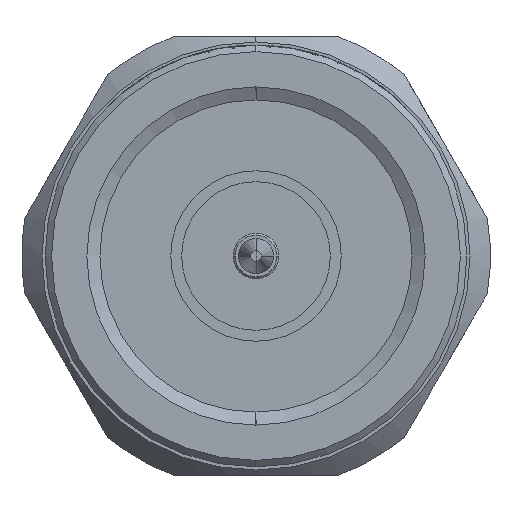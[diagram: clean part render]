
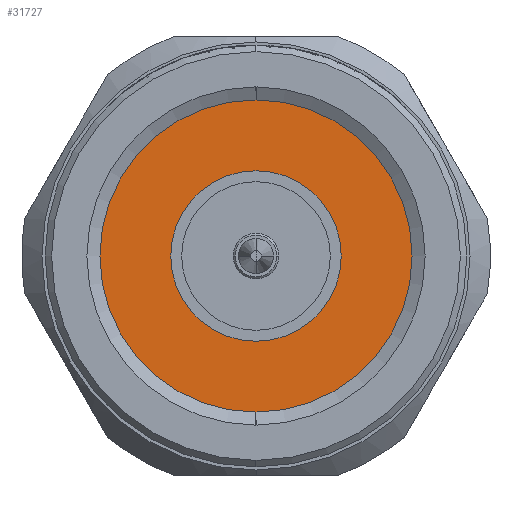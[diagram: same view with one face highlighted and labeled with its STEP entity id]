
A CAD part, left-side view. The second image highlights one B-rep face of the part: STEP entity #31727.
In plain terms, the highlighted planar face has unit normal (-1, 0, 0).
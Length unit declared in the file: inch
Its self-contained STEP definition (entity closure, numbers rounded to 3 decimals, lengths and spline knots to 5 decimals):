
#1712 = FACE_BOUND ( 'NONE', #4036, .T. ) ;
#1717 = DIRECTION ( 'NONE',  ( 0., 0., 1. ) ) ;
#2254 = CARTESIAN_POINT ( 'NONE',  ( 0.41653, 0., 0. ) ) ;
#2584 = ORIENTED_EDGE ( 'NONE', *, *, #51958, .F. ) ;
#4036 = EDGE_LOOP ( 'NONE', ( #2584, #15679 ) ) ;
#4806 = ORIENTED_EDGE ( 'NONE', *, *, #54270, .T. ) ;
#5371 = VERTEX_POINT ( 'NONE', #32870 ) ;
#7159 = CIRCLE ( 'NONE', #36977, 0.34395 ) ;
#9378 = AXIS2_PLACEMENT_3D ( 'NONE', #43451, #31386, #27258 ) ;
#9578 = DIRECTION ( 'NONE',  ( -1., 0., 0. ) ) ;
#10020 = CARTESIAN_POINT ( 'NONE',  ( 0.41653, 0., -0.15748 ) ) ;
#10454 = CARTESIAN_POINT ( 'NONE',  ( 0.41653, 0., 0.34395 ) ) ;
#12311 = AXIS2_PLACEMENT_3D ( 'NONE', #44621, #22745, #49294 ) ;
#14601 = PLANE ( 'NONE',  #9378 ) ;
#14737 = DIRECTION ( 'NONE',  ( -1., 0., 0. ) ) ;
#15679 = ORIENTED_EDGE ( 'NONE', *, *, #21589, .F. ) ;
#21589 = EDGE_CURVE ( 'NONE', #33043, #5371, #22894, .T. ) ;
#22004 = CARTESIAN_POINT ( 'NONE',  ( 0.41653, 0., -0.34395 ) ) ;
#22341 = EDGE_CURVE ( 'NONE', #29625, #37352, #7159, .T. ) ;
#22745 = DIRECTION ( 'NONE',  ( -1., 0., 0. ) ) ;
#22894 = CIRCLE ( 'NONE', #53578, 0.15748 ) ;
#25248 = DIRECTION ( 'NONE',  ( 0., 0., 1. ) ) ;
#27258 = DIRECTION ( 'NONE',  ( 0., 0., -1. ) ) ;
#29625 = VERTEX_POINT ( 'NONE', #22004 ) ;
#29796 = EDGE_LOOP ( 'NONE', ( #4806, #43706 ) ) ;
#31386 = DIRECTION ( 'NONE',  ( 1., 0., 0. ) ) ;
#31727 = ADVANCED_FACE ( 'NONE', ( #1712, #31925 ), #14601, .F. ) ;
#31925 = FACE_OUTER_BOUND ( 'NONE', #29796, .T. ) ;
#32870 = CARTESIAN_POINT ( 'NONE',  ( 0.41653, 0., 0.15748 ) ) ;
#33043 = VERTEX_POINT ( 'NONE', #10020 ) ;
#34039 = CARTESIAN_POINT ( 'NONE',  ( 0.41653, 0., 0. ) ) ;
#36977 = AXIS2_PLACEMENT_3D ( 'NONE', #2254, #39358, #1717 ) ;
#37352 = VERTEX_POINT ( 'NONE', #10454 ) ;
#39358 = DIRECTION ( 'NONE',  ( -1., 0., 0. ) ) ;
#40519 = AXIS2_PLACEMENT_3D ( 'NONE', #34039, #9578, #25248 ) ;
#43451 = CARTESIAN_POINT ( 'NONE',  ( 0.41653, 0., 0. ) ) ;
#43706 = ORIENTED_EDGE ( 'NONE', *, *, #22341, .T. ) ;
#44621 = CARTESIAN_POINT ( 'NONE',  ( 0.41653, 0., 0. ) ) ;
#47991 = CARTESIAN_POINT ( 'NONE',  ( 0.41653, 0., 0. ) ) ;
#48294 = CIRCLE ( 'NONE', #12311, 0.15748 ) ;
#49294 = DIRECTION ( 'NONE',  ( 0., 0., 1. ) ) ;
#51015 = CIRCLE ( 'NONE', #40519, 0.34395 ) ;
#51857 = DIRECTION ( 'NONE',  ( 0., 0., 1. ) ) ;
#51958 = EDGE_CURVE ( 'NONE', #5371, #33043, #48294, .T. ) ;
#53578 = AXIS2_PLACEMENT_3D ( 'NONE', #47991, #14737, #51857 ) ;
#54270 = EDGE_CURVE ( 'NONE', #37352, #29625, #51015, .T. ) ;
